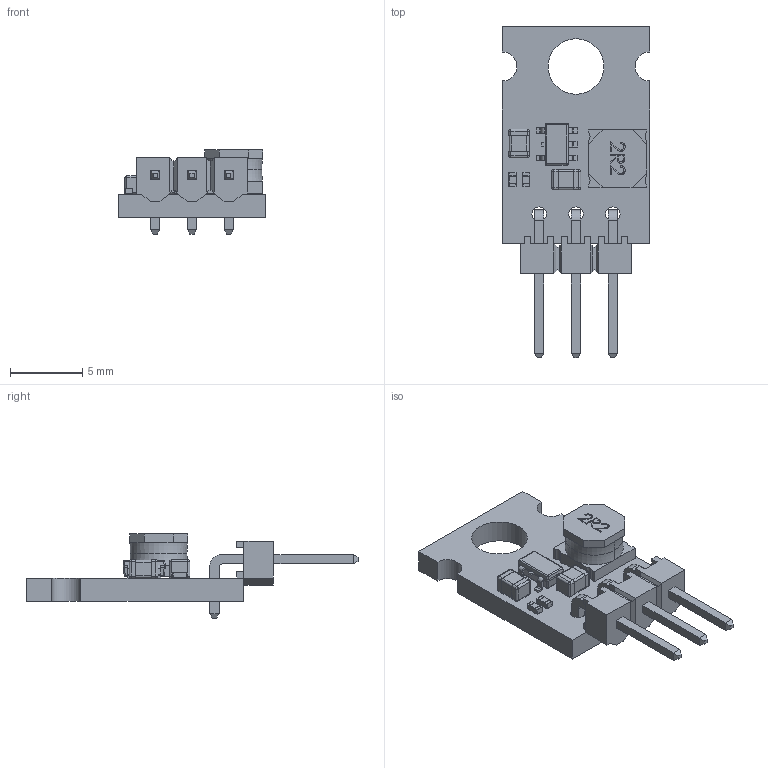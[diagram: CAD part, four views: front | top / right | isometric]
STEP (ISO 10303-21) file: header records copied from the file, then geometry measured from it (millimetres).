
FILE_DESCRIPTION(('Open CASCADE Model'),'2;1');
FILE_NAME('Open CASCADE Shape Model','2021-12-28T16:58:10',('Author'),( 'Open CASCADE'),'Open CASCADE STEP processor 6.8','Open CASCADE 6.8' ,'Unknown');
FILE_SCHEMA(('AUTOMOTIVE_DESIGN { 1 0 10303 214 1 1 1 1 }'));
Length unit declared in the file: millimetre
Products named in the file (1): PCB
Bounding box: 10.16 x 22.92 x 5.82 mm (x, y, z)
Volume: 228.6 mm3; surface area: 763.8 mm2
Topology: 22 solids, 259 shells, 647 faces, 2182 edges, 1782 vertices
Faces by surface type: plane 423, cylinder 163, sphere 40, bspline 17, torus 4
Full cylindrical faces by diameter (mm): 1 x3, 3.835 x1
Entity records: 26811 total; most frequent: CARTESIAN_POINT 6521, DIRECTION 3564, ORIENTED_EDGE 3062, EDGE_CURVE 2150, VERTEX_POINT 1782, LINE 1734, VECTOR 1734, AXIS2_PLACEMENT_3D 915
